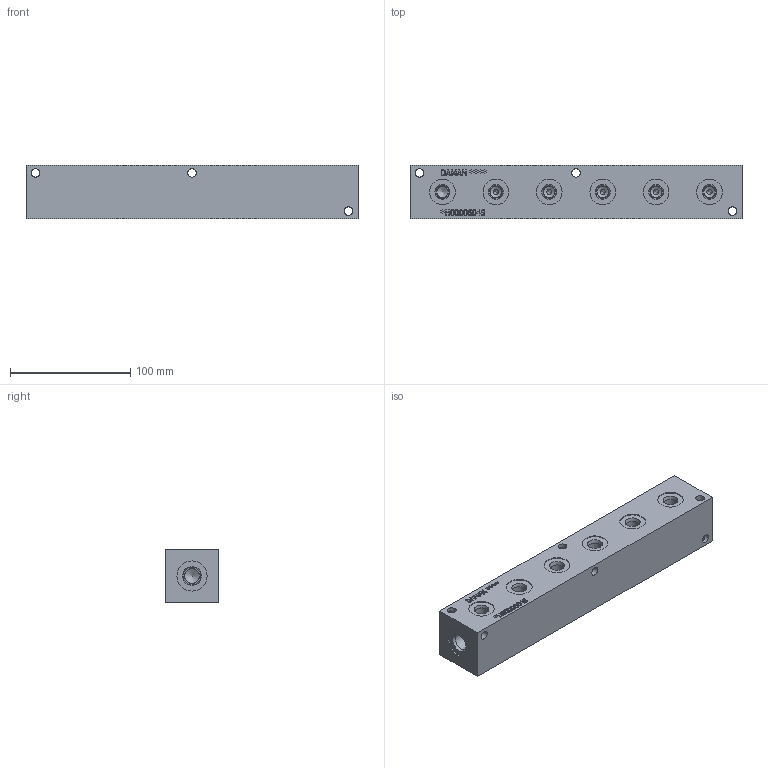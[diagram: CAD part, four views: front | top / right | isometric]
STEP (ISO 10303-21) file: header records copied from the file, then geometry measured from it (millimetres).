
FILE_DESCRIPTION(/* description */ (''),/* implementation_level */ '2;1');
FILE_NAME(/* name */ '_H0000604S.stp',/* time_stamp */ '2020-04-16T13:44:07-04:00',/* author */ ('devonn'),/* organization */ (''),/* preprocessor_version */ 'ST-DEVELOPER v17',/* originating_system */ 'Autodesk Inventor 2019',/* authorisation */ '');
FILE_SCHEMA (('AUTOMOTIVE_DESIGN { 1 0 10303 214 3 1 1 }'));
Length unit declared in the file: millimetre
Products named in the file (1): Part_AH0000604S_3D
Bounding box: 276.23 x 44.45 x 44.45 mm (x, y, z)
Volume: 517267.1 mm3; surface area: 64125.3 mm2
Topology: 1 solids, 1 shells, 410 faces, 1103 edges, 734 vertices
Faces by surface type: plane 224, bspline 103, cylinder 51, cone 32
Full cylindrical faces by diameter (mm): 7.137 x12, 9.525 x6, 9.881 x6, 11.125 x6, 12.294 x2, 12.395 x5, 12.9 x1, 12.903 x1, 14.275 x2, 14.529 x2, 21.285 x6, 25.019 x2
Entity records: 13676 total; most frequent: CARTESIAN_POINT 3579, ORIENTED_EDGE 2190, DIRECTION 1677, EDGE_CURVE 1095, VERTEX_POINT 734, LINE 717, VECTOR 717, AXIS2_PLACEMENT_3D 480
